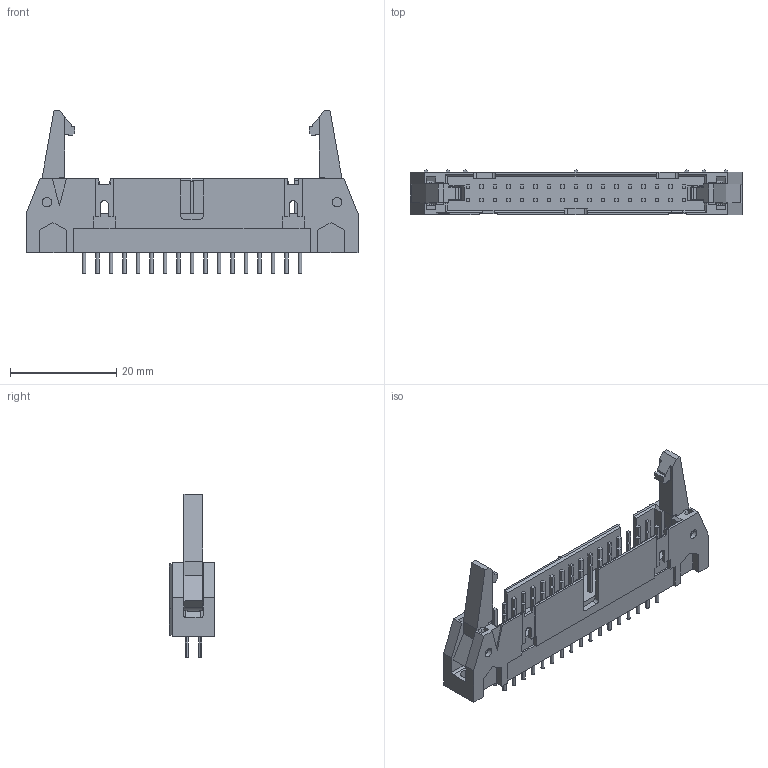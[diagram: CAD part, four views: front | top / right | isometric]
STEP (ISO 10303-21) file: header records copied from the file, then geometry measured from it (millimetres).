
FILE_DESCRIPTION((''),'2;1');
FILE_NAME('C-102321-8','2019-01-29T06:39:35',('workeradm'),('TE Connectivity Ltd.'),'CREO PARAMETRIC BY PTC INC, 2018190','CREO PARAMETRIC BY PTC INC, 2018190','');
FILE_SCHEMA(('AUTOMOTIVE_DESIGN { 1 0 10303 214 1 1 1 1 }'));
Length unit declared in the file: millimetre
Products named in the file (1): C-102321-8
Bounding box: 62.48 x 8.53 x 30.73 mm (x, y, z)
Volume: 4561.9 mm3; surface area: 5397.1 mm2
Topology: 1 solids, 1 shells, 541 faces, 1388 edges, 916 vertices
Faces by surface type: plane 423, cylinder 110, sphere 8
Entity records: 16312 total; most frequent: CARTESIAN_POINT 2851, ORIENTED_EDGE 2760, DIRECTION 2718, EDGE_CURVE 1380, VECTOR 1120, LINE 1120, VERTEX_POINT 916, AXIS2_PLACEMENT_3D 799
